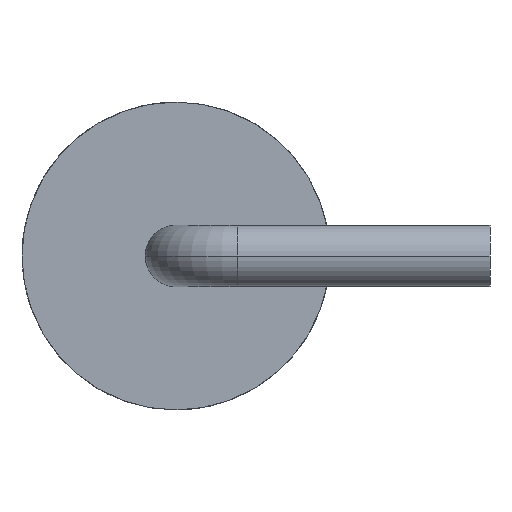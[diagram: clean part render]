
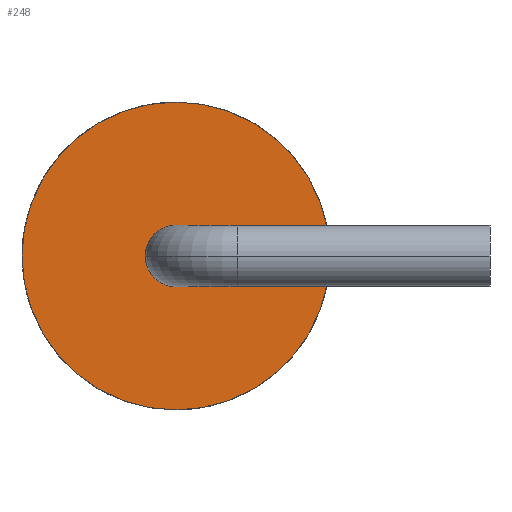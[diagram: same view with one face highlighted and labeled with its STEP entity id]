
A CAD part, left-side view. The second image highlights one B-rep face of the part: STEP entity #248.
In plain terms, the highlighted planar face has unit normal (-1, 0, 0).
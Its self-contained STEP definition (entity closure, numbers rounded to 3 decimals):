
#45 = EDGE_CURVE ( 'NONE', #984, #604, #281, .T. ) ;
#63 = ORIENTED_EDGE ( 'NONE', *, *, #213, .F. ) ;
#72 = DIRECTION ( 'NONE',  ( 0., 0., -1. ) ) ;
#73 = VERTEX_POINT ( 'NONE', #541 ) ;
#134 = ORIENTED_EDGE ( 'NONE', *, *, #45, .F. ) ;
#176 = DIRECTION ( 'NONE',  ( 0., 0., -1. ) ) ;
#181 = CARTESIAN_POINT ( 'NONE',  ( -4.5, 0., -2.5 ) ) ;
#213 = EDGE_CURVE ( 'NONE', #306, #73, #507, .T. ) ;
#248 = ADVANCED_FACE ( 'NONE', ( #383, #434 ), #826, .F. ) ;
#249 = DIRECTION ( 'NONE',  ( 1., 0., 0. ) ) ;
#263 = DIRECTION ( 'NONE',  ( 1., 0., 0. ) ) ;
#272 = DIRECTION ( 'NONE',  ( 0., 0., -1. ) ) ;
#281 = CIRCLE ( 'NONE', #608, 0.5 ) ;
#306 = VERTEX_POINT ( 'NONE', #181 ) ;
#307 = EDGE_LOOP ( 'NONE', ( #134, #914 ) ) ;
#358 = AXIS2_PLACEMENT_3D ( 'NONE', #838, #249, #670 ) ;
#383 = FACE_BOUND ( 'NONE', #307, .T. ) ;
#409 = DIRECTION ( 'NONE',  ( 1., 0., 0. ) ) ;
#434 = FACE_OUTER_BOUND ( 'NONE', #616, .T. ) ;
#493 = EDGE_CURVE ( 'NONE', #604, #984, #803, .T. ) ;
#507 = CIRCLE ( 'NONE', #666, 2.5 ) ;
#541 = CARTESIAN_POINT ( 'NONE',  ( -4.5, 0., 2.5 ) ) ;
#561 = DIRECTION ( 'NONE',  ( -1., 0., 0. ) ) ;
#568 = CARTESIAN_POINT ( 'NONE',  ( -4.5, 0., 0. ) ) ;
#572 = AXIS2_PLACEMENT_3D ( 'NONE', #912, #263, #176 ) ;
#604 = VERTEX_POINT ( 'NONE', #934 ) ;
#608 = AXIS2_PLACEMENT_3D ( 'NONE', #1023, #561, #946 ) ;
#616 = EDGE_LOOP ( 'NONE', ( #63, #1015 ) ) ;
#666 = AXIS2_PLACEMENT_3D ( 'NONE', #568, #409, #72 ) ;
#667 = CARTESIAN_POINT ( 'NONE',  ( -4.5, 0., 0.5 ) ) ;
#670 = DIRECTION ( 'NONE',  ( 0., 0., -1. ) ) ;
#687 = AXIS2_PLACEMENT_3D ( 'NONE', #767, #771, #272 ) ;
#739 = CIRCLE ( 'NONE', #572, 2.5 ) ;
#767 = CARTESIAN_POINT ( 'NONE',  ( -4.5, 0., 0. ) ) ;
#771 = DIRECTION ( 'NONE',  ( -1., 0., 0. ) ) ;
#803 = CIRCLE ( 'NONE', #687, 0.5 ) ;
#826 = PLANE ( 'NONE',  #358 ) ;
#838 = CARTESIAN_POINT ( 'NONE',  ( -4.5, 0., 0. ) ) ;
#912 = CARTESIAN_POINT ( 'NONE',  ( -4.5, 0., 0. ) ) ;
#914 = ORIENTED_EDGE ( 'NONE', *, *, #493, .F. ) ;
#934 = CARTESIAN_POINT ( 'NONE',  ( -4.5, 0., -0.5 ) ) ;
#946 = DIRECTION ( 'NONE',  ( 0., 0., -1. ) ) ;
#966 = EDGE_CURVE ( 'NONE', #73, #306, #739, .T. ) ;
#984 = VERTEX_POINT ( 'NONE', #667 ) ;
#1015 = ORIENTED_EDGE ( 'NONE', *, *, #966, .F. ) ;
#1023 = CARTESIAN_POINT ( 'NONE',  ( -4.5, 0., 0. ) ) ;
